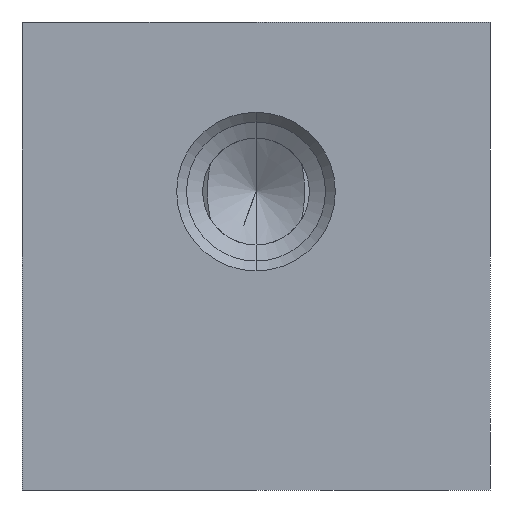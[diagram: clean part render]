
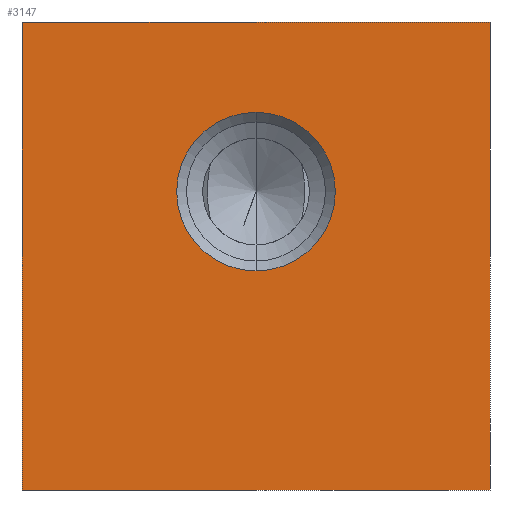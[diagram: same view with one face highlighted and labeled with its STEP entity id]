
A CAD part, left-side view. The second image highlights one B-rep face of the part: STEP entity #3147.
In plain terms, the highlighted planar face has unit normal (-1, 0, 0).
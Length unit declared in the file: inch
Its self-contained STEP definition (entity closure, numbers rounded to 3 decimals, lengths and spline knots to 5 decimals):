
#1=DIRECTION('',(0.,-1.,0.));
#2=VECTOR('',#1,5.);
#3=CARTESIAN_POINT('',(0.,0.,0.));
#4=LINE('',#3,#2);
#37=DIRECTION('',(0.,0.,1.));
#38=VECTOR('',#37,5.);
#39=CARTESIAN_POINT('',(0.,0.,0.));
#40=LINE('',#39,#38);
#41=CARTESIAN_POINT('',(0.,-2.5,3.188));
#42=DIRECTION('',(1.,0.,0.));
#43=DIRECTION('',(0.,0.,-1.));
#44=AXIS2_PLACEMENT_3D('',#41,#42,#43);
#46=CARTESIAN_POINT('',(0.,-2.5,3.188));
#47=DIRECTION('',(1.,0.,0.));
#48=DIRECTION('',(0.,0.,1.));
#49=AXIS2_PLACEMENT_3D('',#46,#47,#48);
#99=DIRECTION('',(0.,0.,1.));
#100=VECTOR('',#99,5.);
#101=CARTESIAN_POINT('',(0.,-5.,0.));
#102=LINE('',#101,#100);
#123=DIRECTION('',(0.,-1.,0.));
#124=VECTOR('',#123,5.);
#125=CARTESIAN_POINT('',(0.,0.,5.));
#126=LINE('',#125,#124);
#2739=CARTESIAN_POINT('',(0.,0.,0.));
#2740=CARTESIAN_POINT('',(0.,-5.,0.));
#2741=VERTEX_POINT('',#2739);
#2742=VERTEX_POINT('',#2740);
#2747=CARTESIAN_POINT('',(0.,0.,5.));
#2748=CARTESIAN_POINT('',(0.,-5.,5.));
#2749=VERTEX_POINT('',#2747);
#2750=VERTEX_POINT('',#2748);
#2935=CARTESIAN_POINT('',(0.,-2.5,4.0355));
#2936=VERTEX_POINT('',#2935);
#2937=CARTESIAN_POINT('',(0.,-2.5,2.3405));
#2938=VERTEX_POINT('',#2937);
#3127=CARTESIAN_POINT('',(0.,0.,0.));
#3128=DIRECTION('',(-1.,0.,0.));
#3129=DIRECTION('',(0.,-1.,0.));
#3130=AXIS2_PLACEMENT_3D('',#3127,#3128,#3129);
#3131=PLANE('',#3130);
#3132=ORIENTED_EDGE('',*,*,#3104,.F.);
#3134=ORIENTED_EDGE('',*,*,#3133,.T.);
#3136=ORIENTED_EDGE('',*,*,#3135,.T.);
#3138=ORIENTED_EDGE('',*,*,#3137,.F.);
#3139=EDGE_LOOP('',(#3132,#3134,#3136,#3138));
#3140=FACE_OUTER_BOUND('',#3139,.F.);
#3142=ORIENTED_EDGE('',*,*,#3141,.F.);
#3144=ORIENTED_EDGE('',*,*,#3143,.F.);
#3145=EDGE_LOOP('',(#3142,#3144));
#3146=FACE_BOUND('',#3145,.F.);
#3147=ADVANCED_FACE('',(#3140,#3146),#3131,.T.);
#45=CIRCLE('',#44,0.8475);
#50=CIRCLE('',#49,0.8475);
#3104=EDGE_CURVE('',#2741,#2742,#4,.T.);
#3133=EDGE_CURVE('',#2741,#2749,#40,.T.);
#3135=EDGE_CURVE('',#2749,#2750,#126,.T.);
#3137=EDGE_CURVE('',#2742,#2750,#102,.T.);
#3141=EDGE_CURVE('',#2938,#2936,#45,.T.);
#3143=EDGE_CURVE('',#2936,#2938,#50,.T.);
